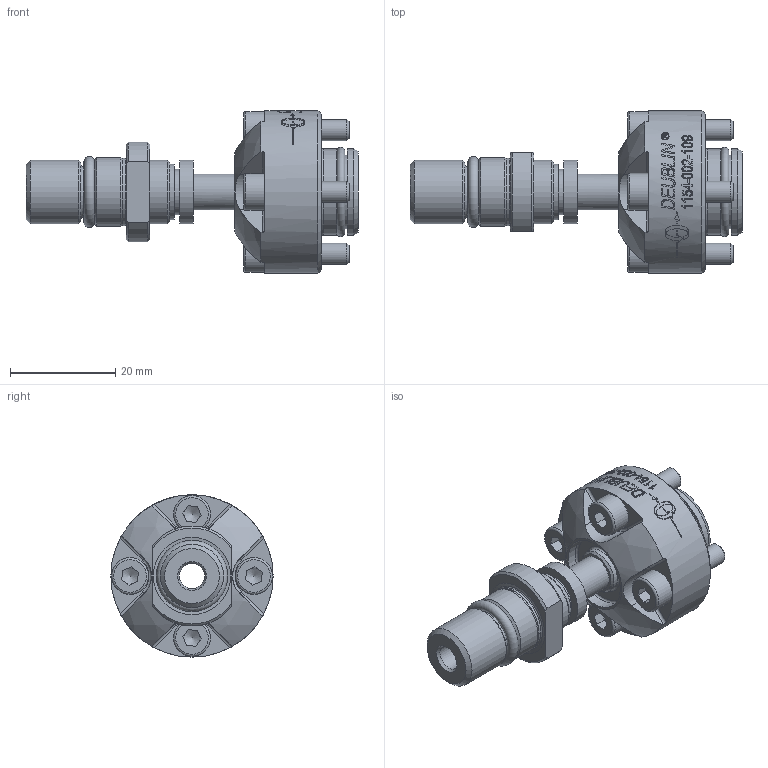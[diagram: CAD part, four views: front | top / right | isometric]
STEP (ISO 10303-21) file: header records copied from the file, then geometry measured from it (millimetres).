
FILE_DESCRIPTION(/* description */ (''),/* implementation_level */ '2;1');
FILE_NAME(/* name */ '1154-002-109-IC.stp',/* time_stamp */ '2020-05-15T15:16:30-05:00',/* author */ ('Moorera'),/* organization */ (''),/* preprocessor_version */ 'ST-DEVELOPER v18.1',/* originating_system */ 'Autodesk Inventor 2020',/* authorisation */ '');
FILE_SCHEMA (('AUTOMOTIVE_DESIGN { 1 0 10303 214 3 1 1 }'));
Length unit declared in the file: millimetre
Products named in the file (1): 1154-002-109-IC
Bounding box: 63 x 30.8 x 30.8 mm (x, y, z)
Volume: 15030.4 mm3; surface area: 8720.1 mm2
Topology: 2 solids, 2 shells, 457 faces, 1201 edges, 810 vertices
Faces by surface type: plane 219, bspline 107, cylinder 85, cone 23, torus 22, sphere 1
Full cylindrical faces by diameter (mm): 4 x4, 4.8 x5, 6.785 x1, 7 x4, 8.59 x1, 8.6 x1, 9.5 x2, 10.5 x1, 11.7 x1, 12 x3, 12.794 x1, 12.994 x1, 13.9 x1, 14 x1, 16.368 x2, 30.8 x1
Entity records: 18463 total; most frequent: CARTESIAN_POINT 7024, ORIENTED_EDGE 2394, DIRECTION 2088, EDGE_CURVE 1197, VERTEX_POINT 810, AXIS2_PLACEMENT_3D 810, EDGE_LOOP 528, LINE 468
